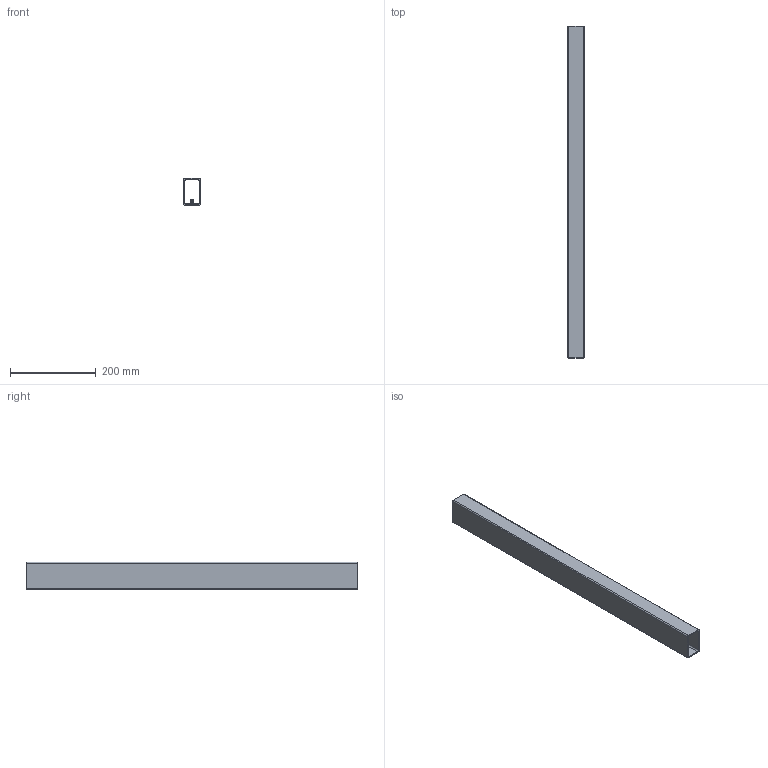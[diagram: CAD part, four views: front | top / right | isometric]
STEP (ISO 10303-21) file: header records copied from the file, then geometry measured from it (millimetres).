
FILE_DESCRIPTION (( 'STEP AP203' ), '1' );
FILE_NAME ('am-4365_Outer_Rivnuts Outer Section Side Wall.STEP', '2022-07-07T20:58:24', ( '' ), ( '' ), 'SwSTEP 2.0', 'SolidWorks 2022', '' );
FILE_SCHEMA (( 'CONFIG_CONTROL_DESIGN' ));
Length unit declared in the file: inch
Products named in the file (3): am-1577 10-32 RivNut for Plastics_Installed; ip-4365_Outer_Drilled Outer Section Side Wall; am-4365_Outer_Rivnuts Outer Section Side Wall
Assembly tree (3 placements, depth 2):
  am-4365_Outer_Rivnuts Outer Section Side Wall
    ip-4365_Outer_Drilled Outer Section Side Wall
    am-1577 10-32 RivNut for Plastics_Installed  x2
Bounding box: 38.1 x 774.7 x 64.47 mm (x, y, z)
Volume: 383377 mm3; surface area: 295515.6 mm2
Topology: 3 solids, 3 shells, 226 faces, 580 edges, 348 vertices
Faces by surface type: cylinder 80, plane 66, bspline 38, torus 24, cone 18
Entity records: 11973 total; most frequent: CARTESIAN_POINT 8787, ORIENTED_EDGE 652, DIRECTION 541, EDGE_CURVE 326, AXIS2_PLACEMENT_3D 215, VERTEX_POINT 198, EDGE_LOOP 140, ADVANCED_FACE 126
